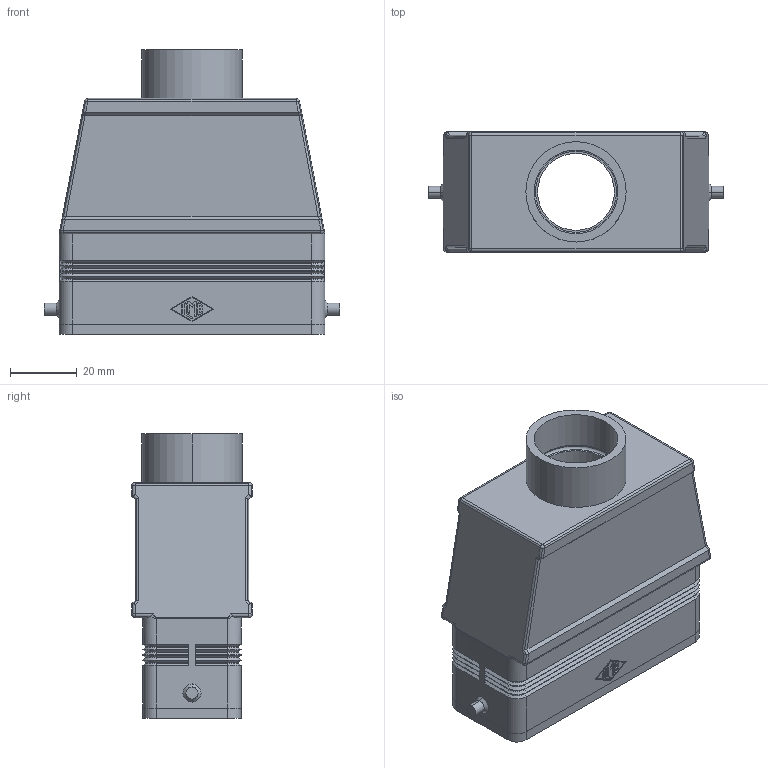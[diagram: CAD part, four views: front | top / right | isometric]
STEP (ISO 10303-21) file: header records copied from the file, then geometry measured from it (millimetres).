
FILE_DESCRIPTION(('Creo Elements/Direct Modeling STEP Export'),'2;1');
FILE_NAME('0ln7uvk49anhdvb4132','2017-02-21T15:05:47',(''),(''),'PTC Creo Elements/Direct Modeling STEP processor for AP214 (Solid Model)','PTC Creo Elements/Direct Modeling 19.0E 27-Jun-2016 (C) Parametric Technology GmbH','');
FILE_SCHEMA(('AUTOMOTIVE_DESIGN { 1 0 10303 214 1 1 1 1 }'));
Length unit declared in the file: millimetre
Products named in the file (1): MZAVE_25_L25
Bounding box: 88.5 x 36 x 85 mm (x, y, z)
Volume: 69472.4 mm3; surface area: 35438.3 mm2
Topology: 1 solids, 1 shells, 410 faces, 1009 edges, 606 vertices
Faces by surface type: plane 194, cylinder 156, cone 44, sphere 8, torus 4, bspline 4
Entity records: 15744 total; most frequent: CARTESIAN_POINT 2696, DIRECTION 2101, ORIENTED_EDGE 1986, EDGE_CURVE 993, AXIS2_PLACEMENT_3D 722, VECTOR 657, LINE 657, VERTEX_POINT 606
